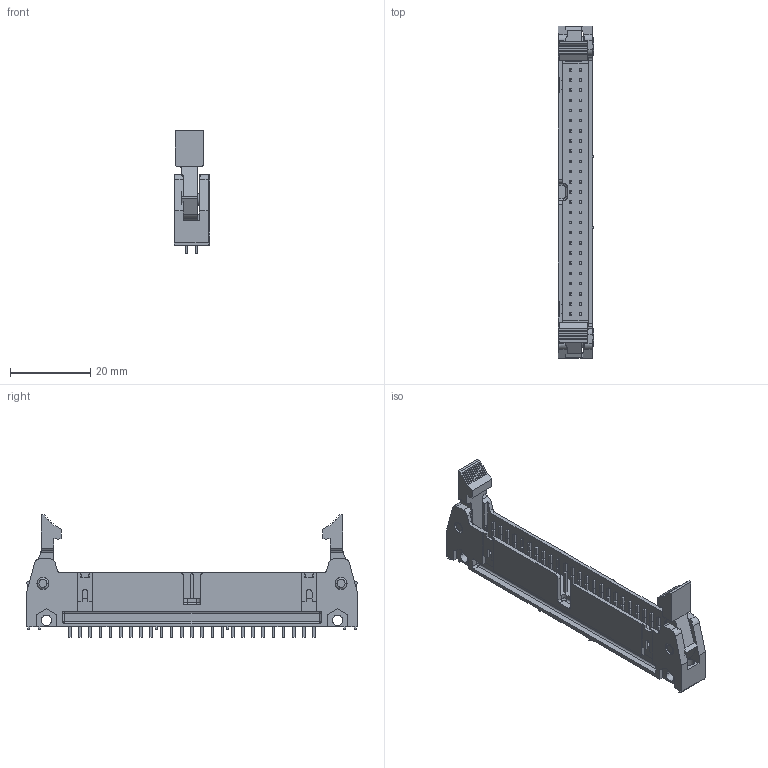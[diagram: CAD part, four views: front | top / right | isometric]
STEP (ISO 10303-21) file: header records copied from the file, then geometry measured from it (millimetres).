
FILE_DESCRIPTION(('FreeCAD Model'),'2;1');
FILE_NAME('Open CASCADE Shape Model','2024-04-14T19:19:20',(''),(''), 'Open CASCADE STEP processor 7.6','FreeCAD','Unknown');
FILE_SCHEMA(('AUTOMOTIVE_DESIGN { 1 0 10303 214 1 1 1 1 }'));
Length unit declared in the file: millimetre
Products named in the file (4): Unnamed; body; levers; pins_cut
Assembly tree (3 placements, depth 2):
  Unnamed
    body
    levers
    pins_cut
Bounding box: 8.75 x 82.8 x 30.6 mm (x, y, z)
Volume: 6849.6 mm3; surface area: 8879.9 mm2
Topology: 53 solids, 53 shells, 803 faces, 3211 edges, 5290 vertices
Faces by surface type: plane 724, cylinder 65, torus 8, sphere 4, revolution 2
Full cylindrical faces by diameter (mm): 3 x4
Entity records: 64829 total; most frequent: CARTESIAN_POINT 14242, DIRECTION 8354, LINE 6111, VECTOR 6111, ORIENTED_EDGE 3758, PCURVE 3758, DEFINITIONAL_REPRESENTATION 3758, EDGE_CURVE 1879
